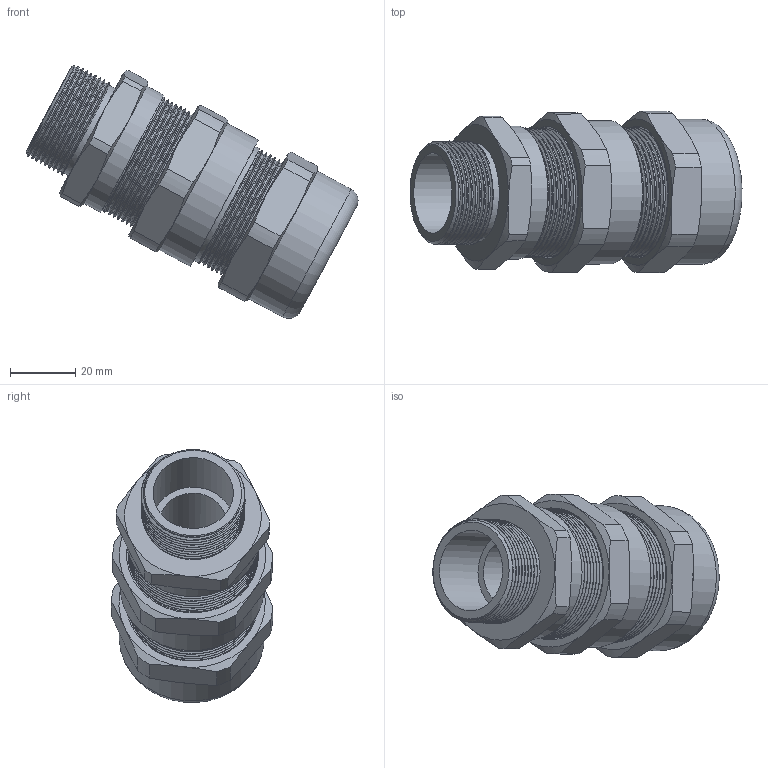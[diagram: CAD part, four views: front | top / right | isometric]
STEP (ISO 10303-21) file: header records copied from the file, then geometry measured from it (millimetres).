
FILE_DESCRIPTION(/* description */ ('RAD Ex M 32x1,5'),/* implementation_level */ '2;1');
FILE_NAME(/* name */ 'RAD32KNP-RST.stp',/* time_stamp */ '2021-07-21T12:09:01+02:00',/* author */ ('sl'),/* organization */ (''),/* preprocessor_version */ 'ST-DEVELOPER v16.5',/* originating_system */ 'Autodesk Inventor 2017',/* authorisation */ '');
FILE_SCHEMA (('AUTOMOTIVE_DESIGN { 1 0 10303 214 3 1 1 }'));
Length unit declared in the file: millimetre
Products named in the file (9): RAD32KNP; RAD32KNP_1; RAD32KNP_2; RAD32KNP_3; RAD32KNP_4; RAD32KNP_5; RAD32KNP_6; RAD32KNP_7; RAD32KNP_8
Assembly tree (8 placements, depth 2):
  RAD32KNP
    RAD32KNP_1
    RAD32KNP_2
    RAD32KNP_3
    RAD32KNP_4
    RAD32KNP_5
    RAD32KNP_6
    RAD32KNP_7
    RAD32KNP_8
Bounding box: 101.97 x 49.57 x 77.71 mm (x, y, z)
Volume: 74832.3 mm3; surface area: 51278.2 mm2
Topology: 8 solids, 8 shells, 214 faces, 512 edges, 324 vertices
Faces by surface type: cylinder 93, cone 52, plane 49, bspline 10, torus 10
Full cylindrical faces by diameter (mm): 20.48 x1, 24.7 x1, 24.91 x1, 25.54 x1, 30.378 x9, 31.86 x1, 31.9 x1, 32.2 x1, 33.59 x1, 34.49 x1, 34.7 x1, 34.72 x1, 37.7 x2, 37.8 x1, 37.94 x1, 38.44 x10, 38.47 x11, 39.7 x10, 39.75 x7, 41 x1, 44.19 x1, 44.6 x1
Entity records: 13549 total; most frequent: CARTESIAN_POINT 10052, DIRECTION 706, ORIENTED_EDGE 618, AXIS2_PLACEMENT_3D 335, EDGE_CURVE 309, EDGE_LOOP 240, VERTEX_POINT 215, FACE_OUTER_BOUND 167
